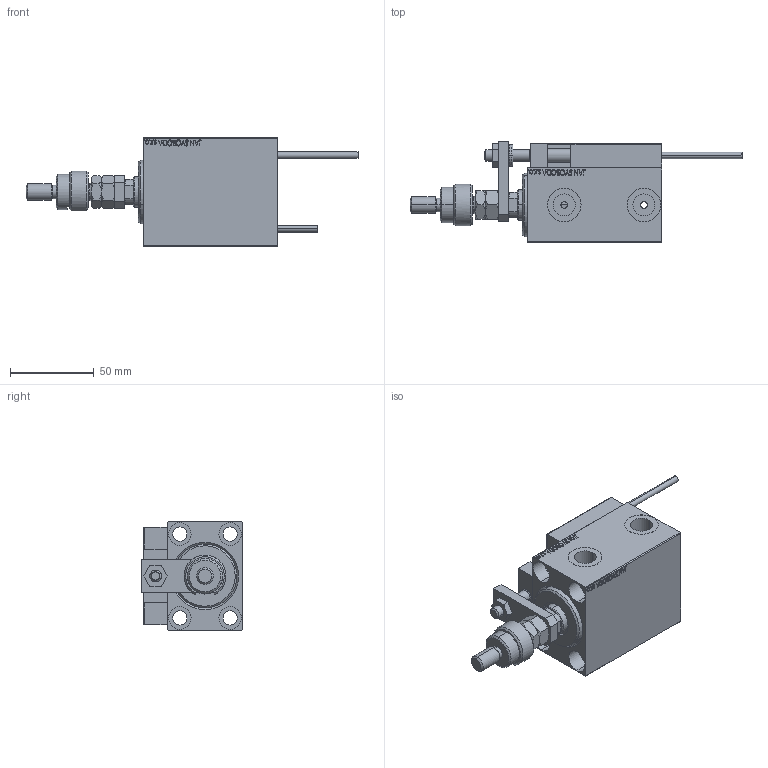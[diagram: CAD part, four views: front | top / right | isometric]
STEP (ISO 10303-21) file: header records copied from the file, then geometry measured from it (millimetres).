
FILE_DESCRIPTION (( 'STEP AP203' ), '1' );
FILE_NAME ('3086.STEP', '2022-04-17T11:46:57', ( '' ), ( '' ), 'SwSTEP 2.0', 'SolidWorks 2019', '' );
FILE_SCHEMA (( 'CONFIG_CONTROL_DESIGN' ));
Length unit declared in the file: millimetre
Products named in the file (18): V450CM_C_Body a35cff4522d894be1261596beb0d9db7; V450CM_C_VCP a35cff4522d894be1261596beb0d9db7; MAGNET a35cff4522d894be1261596beb0d9db7; 3086; MFA a35cff4522d894be1261596beb0d9db7; SWITCH DIM B,W a35cff4522d894be1261596beb0d9db7; SWITCH X a35cff4522d894be1261596beb0d9db7; ALLEN BOLT D5 a35cff4522d894be1261596beb0d9db7; TYC_L79 a35cff4522d894be1261596beb0d9db7; NUT_D12 a35cff4522d894be1261596beb0d9db7; Block a35cff4522d894be1261596beb0d9db7; X_Y_DFA a35cff4522d894be1261596beb0d9db7; V450CM_VC_B a35cff4522d894be1261596beb0d9db7; ALLEN BOLT D8 a35cff4522d894be1261596beb0d9db7; SWITCH_X_FRONT_BACK a35cff4522d894be1261596beb0d9db7; KONCOVKA a35cff4522d894be1261596beb0d9db7; FEMALE_PART_FOR_DFA a35cff4522d894be1261596beb0d9db7; ZARAZKA a35cff4522d894be1261596beb0d9db7
Assembly tree (27 placements, depth 3):
  3086
    V450CM_C_Body a35cff4522d894be1261596beb0d9db7
    SWITCH X a35cff4522d894be1261596beb0d9db7
      SWITCH_X_FRONT_BACK a35cff4522d894be1261596beb0d9db7  x2
      TYC_L79 a35cff4522d894be1261596beb0d9db7
      Block a35cff4522d894be1261596beb0d9db7  x2
      ALLEN BOLT D5 a35cff4522d894be1261596beb0d9db7  x4
      ALLEN BOLT D8 a35cff4522d894be1261596beb0d9db7  x4
      MAGNET a35cff4522d894be1261596beb0d9db7  x2
      KONCOVKA a35cff4522d894be1261596beb0d9db7  x2
    NUT_D12 a35cff4522d894be1261596beb0d9db7
    SWITCH DIM B,W a35cff4522d894be1261596beb0d9db7
    ZARAZKA a35cff4522d894be1261596beb0d9db7
    V450CM_C_VCP a35cff4522d894be1261596beb0d9db7
    V450CM_VC_B a35cff4522d894be1261596beb0d9db7
    X_Y_DFA a35cff4522d894be1261596beb0d9db7
      FEMALE_PART_FOR_DFA a35cff4522d894be1261596beb0d9db7
      MFA a35cff4522d894be1261596beb0d9db7
Bounding box: 198 x 60.5 x 65 mm (x, y, z)
Volume: 255892.4 mm3; surface area: 77943.1 mm2
Topology: 25 solids, 25 shells, 1381 faces, 3282 edges, 2087 vertices
Faces by surface type: plane 592, bspline 380, cylinder 211, cone 146, torus 48, sphere 4
Entity records: 53492 total; most frequent: CARTESIAN_POINT 26793, ORIENTED_EDGE 5584, DIRECTION 3914, EDGE_CURVE 2792, VERTEX_POINT 1811, VECTOR 1554, LINE 1554, EDGE_LOOP 1301
